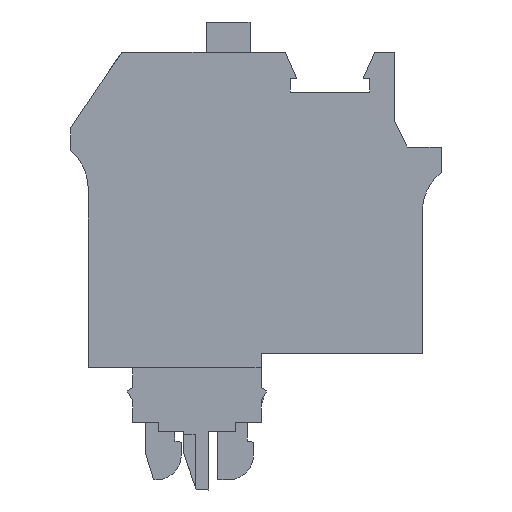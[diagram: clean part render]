
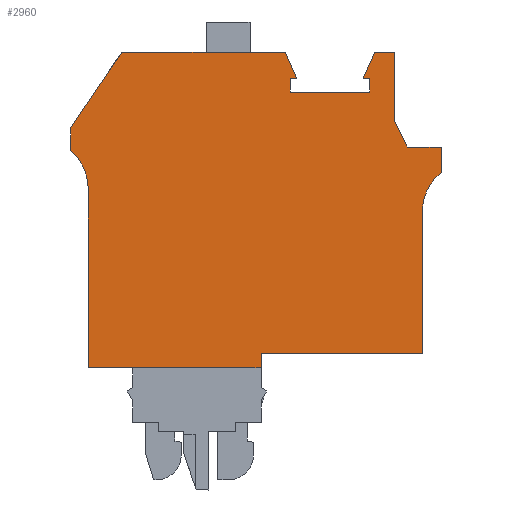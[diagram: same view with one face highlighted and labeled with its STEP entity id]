
A CAD part, left-side view. The second image highlights one B-rep face of the part: STEP entity #2960.
In plain terms, the highlighted face is planar.
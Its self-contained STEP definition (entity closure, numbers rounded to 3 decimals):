
#1110=CARTESIAN_POINT('',(-10.7,42.833,
-5.1));
#1120=DIRECTION('',(0.,0.,-1.));
#1130=DIRECTION('',(-1.,0.,0.));
#1140=AXIS2_PLACEMENT_3D('',#1110,#1120,#1130);
#1150=PLANE('',#1140);
#1160=CARTESIAN_POINT('',(-23.925,-140.384,
-5.1));
#1170=DIRECTION('',(0.,-1.,0.));
#1180=VECTOR('',#1170,1.);
#1190=LINE('',#1160,#1180);
#1200=CARTESIAN_POINT('',(-23.925,41.228,
-5.1));
#1210=VERTEX_POINT('',#1200);
#1220=CARTESIAN_POINT('',(-23.925,40.158,
-5.1));
#1230=VERTEX_POINT('',#1220);
#1240=EDGE_CURVE('',#1210,#1230,#1190,.T.);
#1250=ORIENTED_EDGE('',*,*,#1240,.T.);
#1260=CARTESIAN_POINT('',(-23.,41.228,
-5.1));
#1270=DIRECTION('',(-1.,0.,0.));
#1280=VECTOR('',#1270,1.);
#1290=LINE('',#1260,#1280);
#1300=CARTESIAN_POINT('',(-23.397,41.228,
-5.1));
#1310=VERTEX_POINT('',#1300);
#1320=EDGE_CURVE('',#1310,#1210,#1290,.T.);
#1330=ORIENTED_EDGE('',*,*,#1320,.T.);
#1340=CARTESIAN_POINT('',(56.926,-141.551,
-5.1));
#1350=DIRECTION('',(0.402,-0.915,0.));
#1360=VECTOR('',#1350,1.);
#1370=LINE('',#1340,#1360);
#1380=CARTESIAN_POINT('',(-24.322,43.333,
-5.1));
#1390=VERTEX_POINT('',#1380);
#1400=EDGE_CURVE('',#1390,#1310,#1370,.T.);
#1410=ORIENTED_EDGE('',*,*,#1400,.T.);
#1420=CARTESIAN_POINT('',(-21.075,43.333,
-5.1));
#1430=DIRECTION('',(-1.,0.,0.));
#1440=VECTOR('',#1430,1.);
#1450=LINE('',#1420,#1440);
#1460=CARTESIAN_POINT('',(-25.925,43.333,
-5.1));
#1470=VERTEX_POINT('',#1460);
#1480=EDGE_CURVE('',#1390,#1470,#1450,.T.);
#1490=ORIENTED_EDGE('',*,*,#1480,.F.);
#1500=CARTESIAN_POINT('',(-25.925,-141.551,
-5.1));
#1510=DIRECTION('',(0.,-1.,0.));
#1520=VECTOR('',#1510,1.);
#1530=LINE('',#1500,#1520);
#1540=CARTESIAN_POINT('',(-25.925,37.833,
-5.1));
#1550=VERTEX_POINT('',#1540);
#1560=EDGE_CURVE('',#1470,#1550,#1530,.T.);
#1570=ORIENTED_EDGE('',*,*,#1560,.F.);
#1580=CARTESIAN_POINT('',(-113.429,-141.551,
-5.1));
#1590=DIRECTION('',(-0.438,-0.899,0.));
#1600=VECTOR('',#1590,1.);
#1610=LINE('',#1580,#1600);
#1620=CARTESIAN_POINT('',(-26.925,35.783,
-5.1));
#1630=VERTEX_POINT('',#1620);
#1640=EDGE_CURVE('',#1550,#1630,#1610,.T.);
#1650=ORIENTED_EDGE('',*,*,#1640,.F.);
#1660=CARTESIAN_POINT('',(-21.075,35.783,
-5.1));
#1670=DIRECTION('',(1.,0.,0.));
#1680=VECTOR('',#1670,1.);
#1690=LINE('',#1660,#1680);
#1700=CARTESIAN_POINT('',(-29.625,35.783,
-5.1));
#1710=VERTEX_POINT('',#1700);
#1720=EDGE_CURVE('',#1710,#1630,#1690,.T.);
#1730=ORIENTED_EDGE('',*,*,#1720,.T.);
#1740=CARTESIAN_POINT('',(-29.625,-141.551,
-5.1));
#1750=DIRECTION('',(0.,1.,0.));
#1760=VECTOR('',#1750,1.);
#1770=LINE('',#1740,#1760);
#1780=CARTESIAN_POINT('',(-29.625,33.783,
-5.1));
#1790=VERTEX_POINT('',#1780);
#1800=EDGE_CURVE('',#1790,#1710,#1770,.T.);
#1810=ORIENTED_EDGE('',*,*,#1800,.T.);
#1820=CARTESIAN_POINT('',(-32.125,30.661,
-5.1));
#1830=DIRECTION('',(0.,0.,-1.));
#1840=DIRECTION('',(-1.,0.,0.));
#1850=AXIS2_PLACEMENT_3D('',#1820,#1830,#1840);
#1860=CIRCLE('',#1850,4.);
#1870=CARTESIAN_POINT('',(-28.125,30.661,
-5.1));
#1880=VERTEX_POINT('',#1870);
#1890=EDGE_CURVE('',#1790,#1880,#1860,.T.);
#1900=ORIENTED_EDGE('',*,*,#1890,.F.);
#1910=CARTESIAN_POINT('',(-28.125,8.483,
-5.1));
#1920=DIRECTION('',(0.,1.,0.));
#1930=VECTOR('',#1920,1.);
#1940=LINE('',#1910,#1930);
#1950=CARTESIAN_POINT('',(-28.125,19.333,
-5.1));
#1960=VERTEX_POINT('',#1950);
#1970=EDGE_CURVE('',#1960,#1880,#1940,.T.);
#1980=ORIENTED_EDGE('',*,*,#1970,.T.);
#1990=CARTESIAN_POINT('',(-29.625,19.333,
-5.1));
#2000=DIRECTION('',(-1.,0.,0.));
#2010=VECTOR('',#2000,1.);
#2020=LINE('',#1990,#2010);
#2030=CARTESIAN_POINT('',(-15.275,19.333,
-5.1));
#2040=VERTEX_POINT('',#2030);
#2050=EDGE_CURVE('',#2040,#1960,#2020,.T.);
#2060=ORIENTED_EDGE('',*,*,#2050,.T.);
#2070=CARTESIAN_POINT('',(-15.275,-141.551,
-5.1));
#2080=DIRECTION('',(0.,-1.,0.));
#2090=VECTOR('',#2080,1.);
#2100=LINE('',#2070,#2090);
#2110=CARTESIAN_POINT('',(-15.275,18.22,
-5.1));
#2120=VERTEX_POINT('',#2110);
#2130=EDGE_CURVE('',#2040,#2120,#2100,.T.);
#2140=ORIENTED_EDGE('',*,*,#2130,.F.);
#2150=CARTESIAN_POINT('',(-21.075,18.22,
-5.1));
#2160=DIRECTION('',(1.,0.,0.));
#2170=VECTOR('',#2160,1.);
#2180=LINE('',#2150,#2170);
#2190=CARTESIAN_POINT('',(-1.525,18.22,
-5.1));
#2200=VERTEX_POINT('',#2190);
#2210=EDGE_CURVE('',#2120,#2200,#2180,.T.);
#2220=ORIENTED_EDGE('',*,*,#2210,.F.);
#2230=CARTESIAN_POINT('',(-1.525,-141.551,
-5.1));
#2240=DIRECTION('',(0.,-1.,0.));
#2250=VECTOR('',#2240,1.);
#2260=LINE('',#2230,#2250);
#2270=CARTESIAN_POINT('',(-1.525,32.451,
-5.1));
#2280=VERTEX_POINT('',#2270);
#2290=EDGE_CURVE('',#2280,#2200,#2260,.T.);
#2300=ORIENTED_EDGE('',*,*,#2290,.T.);
#2310=CARTESIAN_POINT('',(2.475,32.451,
-5.1));
#2320=DIRECTION('',(0.,0.,-1.));
#2330=DIRECTION('',(-1.,0.,0.));
#2340=AXIS2_PLACEMENT_3D('',#2310,#2320,#2330);
#2350=CIRCLE('',#2340,4.);
#2360=CARTESIAN_POINT('',(-0.125,35.491,
-5.1));
#2370=VERTEX_POINT('',#2360);
#2380=EDGE_CURVE('',#2280,#2370,#2350,.T.);
#2390=ORIENTED_EDGE('',*,*,#2380,.F.);
#2400=CARTESIAN_POINT('',(-0.125,-141.551,
-5.1));
#2410=DIRECTION('',(0.,1.,0.));
#2420=VECTOR('',#2410,1.);
#2430=LINE('',#2400,#2420);
#2440=CARTESIAN_POINT('',(-0.125,37.32,
-5.1));
#2450=VERTEX_POINT('',#2440);
#2460=EDGE_CURVE('',#2370,#2450,#2430,.T.);
#2470=ORIENTED_EDGE('',*,*,#2460,.F.);
#2480=CARTESIAN_POINT('',(120.928,-141.551,
-5.1));
#2490=DIRECTION('',(-0.56,0.828,0.));
#2500=VECTOR('',#2490,1.);
#2510=LINE('',#2480,#2500);
#2520=CARTESIAN_POINT('',(-4.194,43.333,
-5.1));
#2530=VERTEX_POINT('',#2520);
#2540=EDGE_CURVE('',#2450,#2530,#2510,.T.);
#2550=ORIENTED_EDGE('',*,*,#2540,.F.);
#2560=CARTESIAN_POINT('',(-21.075,43.333,
-5.1));
#2570=DIRECTION('',(-1.,0.,0.));
#2580=VECTOR('',#2570,1.);
#2590=LINE('',#2560,#2580);
#2600=CARTESIAN_POINT('',(-17.203,43.333,
-5.1));
#2610=VERTEX_POINT('',#2600);
#2620=EDGE_CURVE('',#2530,#2610,#2590,.T.);
#2630=ORIENTED_EDGE('',*,*,#2620,.F.);
#2640=CARTESIAN_POINT('',(-98.451,-141.551,
-5.1));
#2650=DIRECTION('',(0.402,0.915,0.));
#2660=VECTOR('',#2650,1.);
#2670=LINE('',#2640,#2660);
#2680=CARTESIAN_POINT('',(-18.128,41.228,
-5.1));
#2690=VERTEX_POINT('',#2680);
#2700=EDGE_CURVE('',#2690,#2610,#2670,.T.);
#2710=ORIENTED_EDGE('',*,*,#2700,.T.);
#2720=CARTESIAN_POINT('',(-21.075,41.228,
-5.1));
#2730=DIRECTION('',(-1.,0.,0.));
#2740=VECTOR('',#2730,1.);
#2750=LINE('',#2720,#2740);
#2760=CARTESIAN_POINT('',(-17.6,41.228,
-5.1));
#2770=VERTEX_POINT('',#2760);
#2780=EDGE_CURVE('',#2770,#2690,#2750,.T.);
#2790=ORIENTED_EDGE('',*,*,#2780,.T.);
#2800=CARTESIAN_POINT('',(-17.6,-141.551,
-5.1));
#2810=DIRECTION('',(0.,1.,0.));
#2820=VECTOR('',#2810,1.);
#2830=LINE('',#2800,#2820);
#2840=CARTESIAN_POINT('',(-17.6,40.158,
-5.1));
#2850=VERTEX_POINT('',#2840);
#2860=EDGE_CURVE('',#2850,#2770,#2830,.T.);
#2870=ORIENTED_EDGE('',*,*,#2860,.T.);
#2880=CARTESIAN_POINT('',(-21.075,40.158,
-5.1));
#2890=DIRECTION('',(1.,0.,0.));
#2900=VECTOR('',#2890,1.);
#2910=LINE('',#2880,#2900);
#2920=EDGE_CURVE('',#1230,#2850,#2910,.T.);
#2930=ORIENTED_EDGE('',*,*,#2920,.T.);
#2940=EDGE_LOOP('',(#2930,#2870,#2790,#2710,#2630,#2550,#2470,#2390,
#2300,#2220,#2140,#2060,#1980,#1900,#1810,#1730,#1650,#1570,#1490,#1410,
#1330,#1250));
#2950=FACE_OUTER_BOUND('',#2940,.T.);
#2960=ADVANCED_FACE('',(#2950),#1150,.T.);
